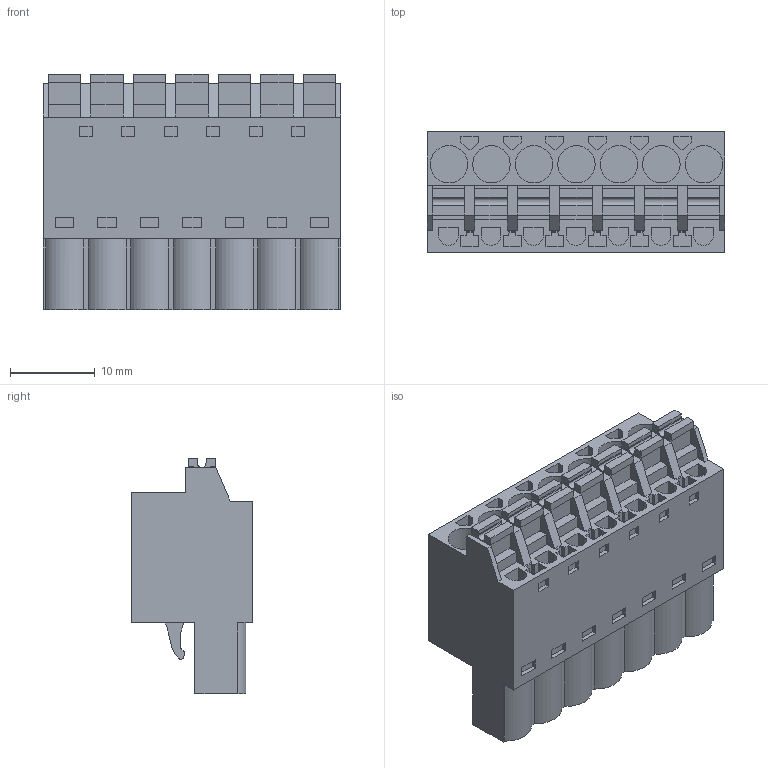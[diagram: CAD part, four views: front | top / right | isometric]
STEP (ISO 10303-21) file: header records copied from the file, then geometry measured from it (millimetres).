
FILE_DESCRIPTION(('CATIA V5 STEP Exchange','CAx-IF Rec.Pracs.--- Model Styling and Organization---1.2---2011-12-15'),'2;1');
FILE_NAME ('D1446768_0_1017920000_1017920000.stp','2017-04-27T12:42:28+00:00',('none'),('Weidmueller'),'CATIA Version 5-6 Release 2014','CATIA V5 STEP AP214','none');
FILE_SCHEMA(('AUTOMOTIVE_DESIGN { 1 0 10303 214 1 1 1 1 }'));
Length unit declared in the file: millimetre
Products named in the file (1): 1017920000
Bounding box: 35 x 14.2 x 27.73 mm (x, y, z)
Volume: 8789.1 mm3; surface area: 4938.1 mm2
Topology: 8 solids, 8 shells, 589 faces, 1706 edges, 1188 vertices
Faces by surface type: plane 532, cylinder 53, extrusion 4
Entity records: 18928 total; most frequent: CARTESIAN_POINT 3458, ORIENTED_EDGE 3412, DIRECTION 2504, EDGE_CURVE 1706, VECTOR 1583, LINE 1579, VERTEX_POINT 1188, EDGE_LOOP 656
